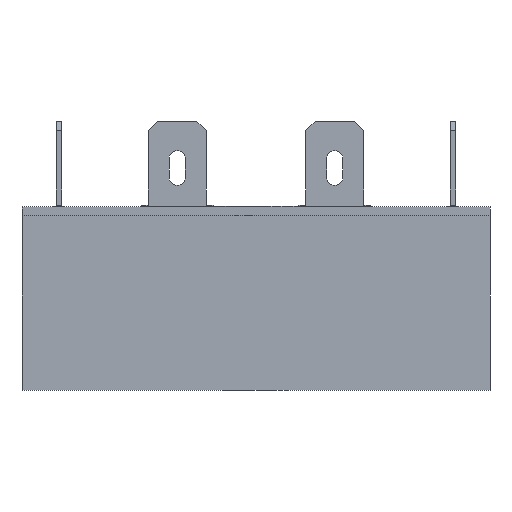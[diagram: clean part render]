
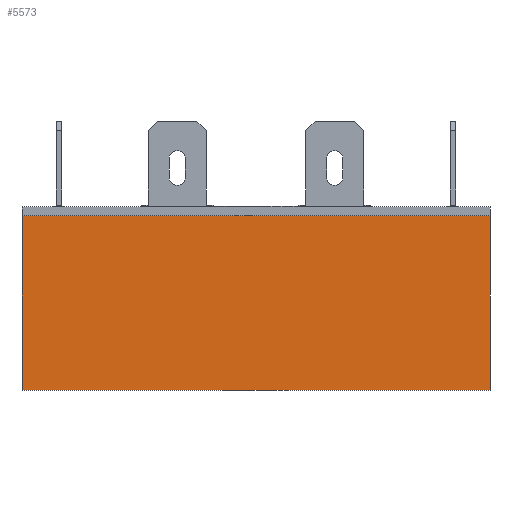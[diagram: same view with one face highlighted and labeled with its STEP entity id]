
A CAD part, left-side view. The second image highlights one B-rep face of the part: STEP entity #5573.
In plain terms, the highlighted planar face has unit normal (-1, 0, 0).
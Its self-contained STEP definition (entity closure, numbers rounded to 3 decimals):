
#93 = EDGE_CURVE ( 'NONE', #6603, #7087, #6655, .T. ) ;
#144 = CARTESIAN_POINT ( 'NONE',  ( -25.654, 25.654, -19.152 ) ) ;
#728 = VERTEX_POINT ( 'NONE', #2122 ) ;
#839 = PLANE ( 'NONE',  #885 ) ;
#885 = AXIS2_PLACEMENT_3D ( 'NONE', #144, #7137, #1497 ) ;
#1141 = ORIENTED_EDGE ( 'NONE', *, *, #6986, .T. ) ;
#1324 = LINE ( 'NONE', #5028, #3274 ) ;
#1448 = LINE ( 'NONE', #2201, #2293 ) ;
#1497 = DIRECTION ( 'NONE',  ( 0., 0., 1. ) ) ;
#1689 = VECTOR ( 'NONE', #4895, 1000. ) ;
#2122 = CARTESIAN_POINT ( 'NONE',  ( -25.654, -25.654, -19.152 ) ) ;
#2201 = CARTESIAN_POINT ( 'NONE',  ( -25.654, -25.654, -19.152 ) ) ;
#2293 = VECTOR ( 'NONE', #4708, 1000. ) ;
#2432 = EDGE_CURVE ( 'NONE', #728, #7087, #1448, .T. ) ;
#2607 = FACE_OUTER_BOUND ( 'NONE', #3781, .T. ) ;
#2987 = VECTOR ( 'NONE', #7951, 1000. ) ;
#3141 = CARTESIAN_POINT ( 'NONE',  ( -25.654, 25.654, 0. ) ) ;
#3274 = VECTOR ( 'NONE', #6306, 1000. ) ;
#3781 = EDGE_LOOP ( 'NONE', ( #5922, #4533, #1141, #5797 ) ) ;
#4533 = ORIENTED_EDGE ( 'NONE', *, *, #5349, .F. ) ;
#4708 = DIRECTION ( 'NONE',  ( 0., 0., 1. ) ) ;
#4895 = DIRECTION ( 'NONE',  ( 0., -1., 0. ) ) ;
#5028 = CARTESIAN_POINT ( 'NONE',  ( -25.654, 25.654, -19.152 ) ) ;
#5248 = VERTEX_POINT ( 'NONE', #5335 ) ;
#5335 = CARTESIAN_POINT ( 'NONE',  ( -25.654, 25.654, -19.152 ) ) ;
#5349 = EDGE_CURVE ( 'NONE', #5248, #6603, #7915, .T. ) ;
#5455 = CARTESIAN_POINT ( 'NONE',  ( -25.654, 25.654, -19.152 ) ) ;
#5573 = ADVANCED_FACE ( 'NONE', ( #2607 ), #839, .T. ) ;
#5589 = CARTESIAN_POINT ( 'NONE',  ( -25.654, 25.654, 0. ) ) ;
#5797 = ORIENTED_EDGE ( 'NONE', *, *, #2432, .T. ) ;
#5922 = ORIENTED_EDGE ( 'NONE', *, *, #93, .F. ) ;
#6306 = DIRECTION ( 'NONE',  ( 0., -1., 0. ) ) ;
#6603 = VERTEX_POINT ( 'NONE', #3141 ) ;
#6655 = LINE ( 'NONE', #5589, #1689 ) ;
#6986 = EDGE_CURVE ( 'NONE', #5248, #728, #1324, .T. ) ;
#7087 = VERTEX_POINT ( 'NONE', #7781 ) ;
#7137 = DIRECTION ( 'NONE',  ( -1., 0., 0. ) ) ;
#7781 = CARTESIAN_POINT ( 'NONE',  ( -25.654, -25.654, 0. ) ) ;
#7915 = LINE ( 'NONE', #5455, #2987 ) ;
#7951 = DIRECTION ( 'NONE',  ( 0., 0., 1. ) ) ;
